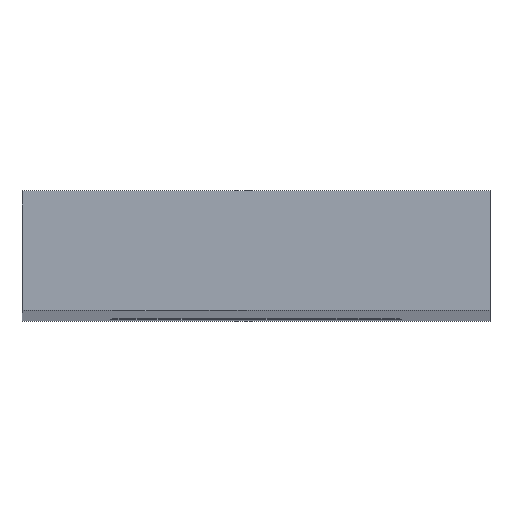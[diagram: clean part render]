
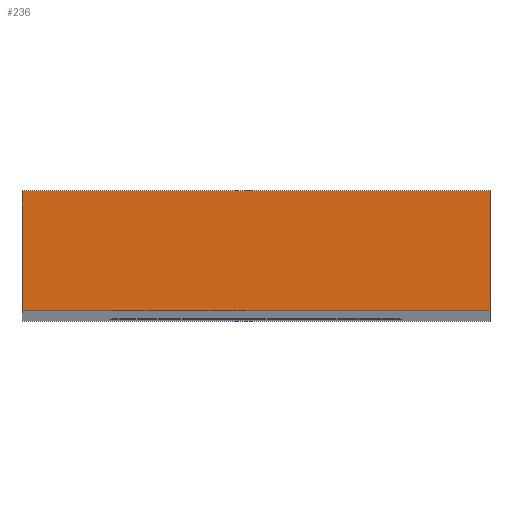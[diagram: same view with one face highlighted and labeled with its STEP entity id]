
A CAD part, top view. The second image highlights one B-rep face of the part: STEP entity #236.
In plain terms, the highlighted planar face has unit normal (0, 0, 1).
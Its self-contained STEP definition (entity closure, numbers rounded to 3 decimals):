
#26=PLANE('',#276);
#36=FACE_OUTER_BOUND('',#46,.T.);
#46=EDGE_LOOP('',(#197,#198,#199,#200));
#62=LINE('',#395,#78);
#70=LINE('',#410,#86);
#71=LINE('',#412,#87);
#72=LINE('',#413,#88);
#78=VECTOR('',#328,10.);
#86=VECTOR('',#340,10.);
#87=VECTOR('',#343,10.);
#88=VECTOR('',#344,10.);
#121=VERTEX_POINT('',#391);
#123=VERTEX_POINT('',#394);
#127=VERTEX_POINT('',#406);
#128=VERTEX_POINT('',#408);
#150=EDGE_CURVE('',#121,#123,#62,.T.);
#158=EDGE_CURVE('',#127,#128,#70,.T.);
#159=EDGE_CURVE('',#127,#121,#71,.T.);
#160=EDGE_CURVE('',#123,#128,#72,.T.);
#197=ORIENTED_EDGE('',*,*,#159,.F.);
#198=ORIENTED_EDGE('',*,*,#158,.T.);
#199=ORIENTED_EDGE('',*,*,#160,.F.);
#200=ORIENTED_EDGE('',*,*,#150,.F.);
#236=ADVANCED_FACE('',(#36),#26,.T.);
#276=AXIS2_PLACEMENT_3D('',#411,#341,#342);
#328=DIRECTION('',(0.,1.,0.));
#340=DIRECTION('',(0.,1.,0.));
#341=DIRECTION('center_axis',(0.,0.,1.));
#342=DIRECTION('ref_axis',(1.,0.,0.));
#343=DIRECTION('',(-1.,0.,0.));
#344=DIRECTION('',(1.,0.,0.));
#391=CARTESIAN_POINT('',(0.,0.,0.));
#394=CARTESIAN_POINT('',(0.,2.5,0.));
#395=CARTESIAN_POINT('',(0.,0.,0.));
#406=CARTESIAN_POINT('',(9.8,0.,0.));
#408=CARTESIAN_POINT('',(9.8,2.5,0.));
#410=CARTESIAN_POINT('',(9.8,0.,0.));
#411=CARTESIAN_POINT('Origin',(0.,0.,0.));
#412=CARTESIAN_POINT('',(9.8,0.,0.));
#413=CARTESIAN_POINT('',(9.8,2.5,0.));
